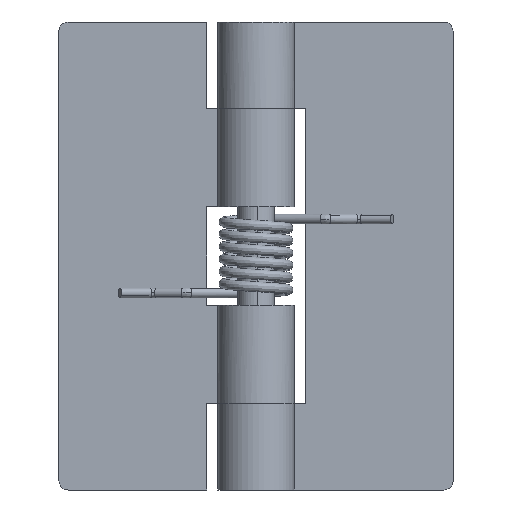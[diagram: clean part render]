
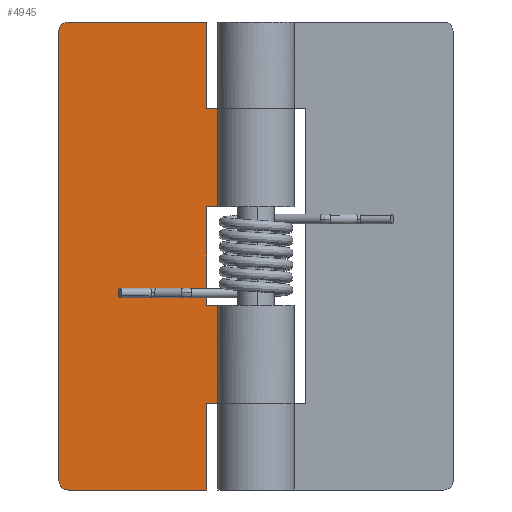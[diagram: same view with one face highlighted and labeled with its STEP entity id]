
A CAD part, front view. The second image highlights one B-rep face of the part: STEP entity #4945.
In plain terms, the highlighted free-form (B-spline) face has degree [1, 1] with [2, 2] control points.
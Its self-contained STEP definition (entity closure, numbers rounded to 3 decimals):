
#4196=CARTESIAN_POINT('',(-15.25,1.5,38.0));
#4197=VERTEX_POINT('',#4196);
#4198=CARTESIAN_POINT('',(-16.0,1.5,37.25));
#4199=VERTEX_POINT('',#4198);
#4200=CARTESIAN_POINT('',(-15.25,1.5,38.0));
#4201=CARTESIAN_POINT('',(-16.,1.5,38.0));
#4202=CARTESIAN_POINT('',(-16.0,1.5,37.25));
#4210=(BOUNDED_CURVE()B_SPLINE_CURVE(2,(#4200,#4201,#4202),.UNSPECIFIED.,.F.,.U.)CURVE()GEOMETRIC_REPRESENTATION_ITEM()QUASI_UNIFORM_CURVE()RATIONAL_B_SPLINE_CURVE((1.0,0.707,1.0))REPRESENTATION_ITEM(''));
#4211=EDGE_CURVE('',#4197,#4199,#4210,.T.);
#4257=CARTESIAN_POINT('',(-16.0,1.5,0.75));
#4258=VERTEX_POINT('',#4257);
#4259=CARTESIAN_POINT('',(-15.25,1.5,0.0));
#4260=VERTEX_POINT('',#4259);
#4261=CARTESIAN_POINT('',(-16.0,1.5,0.75));
#4262=CARTESIAN_POINT('',(-16.,1.5,0.0));
#4263=CARTESIAN_POINT('',(-15.25,1.5,0.0));
#4271=(BOUNDED_CURVE()B_SPLINE_CURVE(2,(#4261,#4262,#4263),.UNSPECIFIED.,.F.,.U.)CURVE()GEOMETRIC_REPRESENTATION_ITEM()QUASI_UNIFORM_CURVE()RATIONAL_B_SPLINE_CURVE((1.0,0.707,1.0))REPRESENTATION_ITEM(''));
#4272=EDGE_CURVE('',#4258,#4260,#4271,.T.);
#4311=CARTESIAN_POINT('',(-4.0,1.5,15.0));
#4312=VERTEX_POINT('',#4311);
#4325=CARTESIAN_POINT('',(-4.0,1.5,23.0));
#4326=VERTEX_POINT('',#4325);
#4332=CARTESIAN_POINT('',(-4.0,1.5,15.0));
#4333=CARTESIAN_POINT('',(-4.0,1.5,23.0));
#4334=QUASI_UNIFORM_CURVE('',1,(#4332,#4333),.UNSPECIFIED.,.F.,.U.);
#4335=EDGE_CURVE('',#4312,#4326,#4334,.T.);
#4374=CARTESIAN_POINT('',(0.0,1.5,15.0));
#4375=VERTEX_POINT('',#4374);
#4376=CARTESIAN_POINT('',(0.0,1.5,15.0));
#4377=CARTESIAN_POINT('',(-4.0,1.5,15.0));
#4378=QUASI_UNIFORM_CURVE('',1,(#4376,#4377),.UNSPECIFIED.,.F.,.U.);
#4379=EDGE_CURVE('',#4375,#4312,#4378,.T.);
#4445=CARTESIAN_POINT('',(0.0,1.5,23.0));
#4446=VERTEX_POINT('',#4445);
#4466=CARTESIAN_POINT('',(-4.0,1.5,23.0));
#4467=CARTESIAN_POINT('',(0.0,1.5,23.0));
#4468=QUASI_UNIFORM_CURVE('',1,(#4466,#4467),.UNSPECIFIED.,.F.,.U.);
#4469=EDGE_CURVE('',#4326,#4446,#4468,.T.);
#4485=CARTESIAN_POINT('',(-4.0,1.5,38.0));
#4486=VERTEX_POINT('',#4485);
#4487=CARTESIAN_POINT('',(-4.0,1.5,31.0));
#4488=VERTEX_POINT('',#4487);
#4489=CARTESIAN_POINT('',(-4.0,1.5,38.0));
#4490=CARTESIAN_POINT('',(-4.0,1.5,31.0));
#4491=QUASI_UNIFORM_CURVE('',1,(#4489,#4490),.UNSPECIFIED.,.F.,.U.);
#4492=EDGE_CURVE('',#4486,#4488,#4491,.T.);
#4529=CARTESIAN_POINT('',(0.0,1.5,31.0));
#4530=VERTEX_POINT('',#4529);
#4531=CARTESIAN_POINT('',(-4.0,1.5,31.0));
#4532=CARTESIAN_POINT('',(0.0,1.5,31.0));
#4533=QUASI_UNIFORM_CURVE('',1,(#4531,#4532),.UNSPECIFIED.,.F.,.U.);
#4534=EDGE_CURVE('',#4488,#4530,#4533,.T.);
#4593=CARTESIAN_POINT('',(-4.0,1.5,0.0));
#4594=VERTEX_POINT('',#4593);
#4607=CARTESIAN_POINT('',(-4.0,1.5,7.));
#4608=VERTEX_POINT('',#4607);
#4614=CARTESIAN_POINT('',(-4.0,1.5,0.0));
#4615=CARTESIAN_POINT('',(-4.0,1.5,7.));
#4616=QUASI_UNIFORM_CURVE('',1,(#4614,#4615),.UNSPECIFIED.,.F.,.U.);
#4617=EDGE_CURVE('',#4594,#4608,#4616,.T.);
#4657=CARTESIAN_POINT('',(0.0,1.5,7.));
#4658=VERTEX_POINT('',#4657);
#4678=CARTESIAN_POINT('',(-4.0,1.5,7.));
#4679=CARTESIAN_POINT('',(0.0,1.5,7.));
#4680=QUASI_UNIFORM_CURVE('',1,(#4678,#4679),.UNSPECIFIED.,.F.,.U.);
#4681=EDGE_CURVE('',#4608,#4658,#4680,.T.);
#4720=CARTESIAN_POINT('',(0.0,1.5,7.));
#4721=CARTESIAN_POINT('',(0.0,1.5,15.0));
#4722=QUASI_UNIFORM_CURVE('',1,(#4720,#4721),.UNSPECIFIED.,.F.,.U.);
#4723=EDGE_CURVE('',#4658,#4375,#4722,.T.);
#4751=CARTESIAN_POINT('',(0.0,1.5,23.0));
#4752=CARTESIAN_POINT('',(0.0,1.5,31.0));
#4753=QUASI_UNIFORM_CURVE('',1,(#4751,#4752),.UNSPECIFIED.,.F.,.U.);
#4754=EDGE_CURVE('',#4446,#4530,#4753,.T.);
#4876=CARTESIAN_POINT('',(-16.0,1.5,0.75));
#4877=CARTESIAN_POINT('',(-16.0,1.5,37.25));
#4878=QUASI_UNIFORM_CURVE('',1,(#4876,#4877),.UNSPECIFIED.,.F.,.U.);
#4879=EDGE_CURVE('',#4258,#4199,#4878,.T.);
#4889=CARTESIAN_POINT('',(-15.25,1.5,0.0));
#4890=CARTESIAN_POINT('',(-4.0,1.5,0.0));
#4891=QUASI_UNIFORM_CURVE('',1,(#4889,#4890),.UNSPECIFIED.,.F.,.U.);
#4892=EDGE_CURVE('',#4260,#4594,#4891,.T.);
#4910=CARTESIAN_POINT('',(-15.25,1.5,38.0));
#4911=CARTESIAN_POINT('',(-4.0,1.5,38.0));
#4912=QUASI_UNIFORM_CURVE('',1,(#4910,#4911),.UNSPECIFIED.,.F.,.U.);
#4913=EDGE_CURVE('',#4197,#4486,#4912,.T.);
#4924=CARTESIAN_POINT('',(-16.799,1.5,39.898));
#4925=CARTESIAN_POINT('',(-16.799,1.5,-1.898));
#4926=CARTESIAN_POINT('',(0.799,1.5,39.898));
#4927=CARTESIAN_POINT('',(0.799,1.5,-1.898));
#4928=B_SPLINE_SURFACE_WITH_KNOTS('',1,1,((#4924,#4926),(#4925,#4927)),.UNSPECIFIED.,.F.,.F.,.U.,(2,2),(2,2),(0.0,41.796),(0.0,17.598),.UNSPECIFIED.);
#4929=ORIENTED_EDGE('',*,*,#4913,.F.);
#4930=ORIENTED_EDGE('',*,*,#4211,.T.);
#4931=ORIENTED_EDGE('',*,*,#4879,.F.);
#4932=ORIENTED_EDGE('',*,*,#4272,.T.);
#4933=ORIENTED_EDGE('',*,*,#4892,.T.);
#4934=ORIENTED_EDGE('',*,*,#4617,.T.);
#4935=ORIENTED_EDGE('',*,*,#4681,.T.);
#4936=ORIENTED_EDGE('',*,*,#4723,.T.);
#4937=ORIENTED_EDGE('',*,*,#4379,.T.);
#4938=ORIENTED_EDGE('',*,*,#4335,.T.);
#4939=ORIENTED_EDGE('',*,*,#4469,.T.);
#4940=ORIENTED_EDGE('',*,*,#4754,.T.);
#4941=ORIENTED_EDGE('',*,*,#4534,.F.);
#4942=ORIENTED_EDGE('',*,*,#4492,.F.);
#4943=EDGE_LOOP('',(#4929,#4930,#4931,#4932,#4933,#4934,#4935,#4936,#4937,#4938,#4939,#4940,#4941,#4942));
#4944=FACE_OUTER_BOUND('',#4943,.T.);
#4945=ADVANCED_FACE('',(#4944),#4928,.T.);
